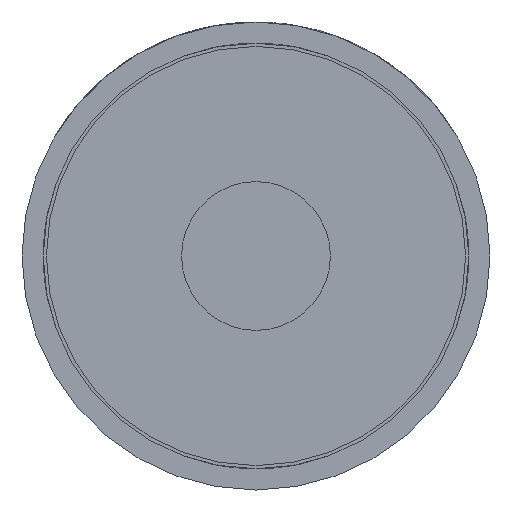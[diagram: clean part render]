
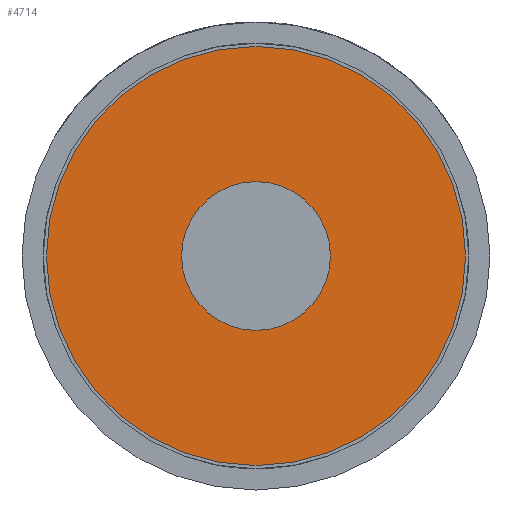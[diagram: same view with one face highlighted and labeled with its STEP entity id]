
A CAD part, front view. The second image highlights one B-rep face of the part: STEP entity #4714.
In plain terms, the highlighted planar face has unit normal (0, -1, 0).
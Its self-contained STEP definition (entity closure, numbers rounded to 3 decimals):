
#199 = EDGE_LOOP ( 'NONE', ( #2334, #4591 ) ) ;
#251 = CARTESIAN_POINT ( 'NONE',  ( 0.985, -31.5, 0. ) ) ;
#283 = CARTESIAN_POINT ( 'NONE',  ( 0.985, -31.5, 0. ) ) ;
#696 = CARTESIAN_POINT ( 'NONE',  ( 0., -31.5, 0. ) ) ;
#767 = DIRECTION ( 'NONE',  ( -1., 0., 0. ) ) ;
#938 = EDGE_CURVE ( 'Defeature ausgef�hrt1_16+Defeature ausgef�hrt1_17+Defeature ausgef�hrt1_17+Defeature ausgef�hrt1_17', #1671, #1797, #1259, .T. ) ;
#1172 = DIRECTION ( 'NONE',  ( -1., 0., 0. ) ) ;
#1259 = CIRCLE ( 'NONE', #5625, 0.985 ) ;
#1279 = EDGE_CURVE ( 'Defeature ausgef�hrt1_17+Defeature ausgef�hrt1_18+Defeature ausgef�hrt1_18+Defeature ausgef�hrt1_18', #3653, #4522, #5209, .T. ) ;
#1454 = DIRECTION ( 'NONE',  ( -1., 0., 0. ) ) ;
#1550 = EDGE_CURVE ( 'Defeature ausgef�hrt1_16+Defeature ausgef�hrt1_17+Defeature ausgef�hrt1_17+Defeature ausgef�hrt1_17', #1797, #1671, #2463, .T. ) ;
#1671 = VERTEX_POINT ( 'NONE', #251 ) ;
#1707 = AXIS2_PLACEMENT_3D ( 'NONE', #283, #3477, #4348 ) ;
#1792 = EDGE_LOOP ( 'NONE', ( #2457, #2639 ) ) ;
#1797 = VERTEX_POINT ( 'NONE', #2276 ) ;
#1891 = AXIS2_PLACEMENT_3D ( 'NONE', #2554, #5233, #2574 ) ;
#2038 = CARTESIAN_POINT ( 'NONE',  ( 0., -31.5, 0. ) ) ;
#2276 = CARTESIAN_POINT ( 'NONE',  ( -0.985, -31.5, 0. ) ) ;
#2334 = ORIENTED_EDGE ( 'NONE', *, *, #1550, .F. ) ;
#2457 = ORIENTED_EDGE ( 'NONE', *, *, #3436, .T. ) ;
#2463 = CIRCLE ( 'NONE', #5526, 0.985 ) ;
#2554 = CARTESIAN_POINT ( 'NONE',  ( 0., -31.5, 0. ) ) ;
#2574 = DIRECTION ( 'NONE',  ( -1., 0., 0. ) ) ;
#2639 = ORIENTED_EDGE ( 'NONE', *, *, #1279, .T. ) ;
#2926 = DIRECTION ( 'NONE',  ( 0., 1., 0. ) ) ;
#3025 = PLANE ( 'NONE',  #1707 ) ;
#3407 = DIRECTION ( 'NONE',  ( 0., 1., 0. ) ) ;
#3436 = EDGE_CURVE ( 'Defeature ausgef�hrt1_17+Defeature ausgef�hrt1_18+Defeature ausgef�hrt1_18+Defeature ausgef�hrt1_18', #4522, #3653, #5161, .T. ) ;
#3477 = DIRECTION ( 'NONE',  ( 0., 1., 0. ) ) ;
#3653 = VERTEX_POINT ( 'NONE', #4785 ) ;
#4178 = FACE_OUTER_BOUND ( 'NONE', #199, .T. ) ;
#4348 = DIRECTION ( 'NONE',  ( -1., 0., 0. ) ) ;
#4522 = VERTEX_POINT ( 'NONE', #5190 ) ;
#4591 = ORIENTED_EDGE ( 'NONE', *, *, #938, .F. ) ;
#4714 = ADVANCED_FACE ( 'Defeature ausgef�hrt1_17', ( #5430, #4178 ), #3025, .F. ) ;
#4785 = CARTESIAN_POINT ( 'NONE',  ( 0., -31.5, -0.35 ) ) ;
#4914 = AXIS2_PLACEMENT_3D ( 'NONE', #2038, #2926, #1172 ) ;
#5006 = CARTESIAN_POINT ( 'NONE',  ( 0., -31.5, 0. ) ) ;
#5161 = CIRCLE ( 'NONE', #1891, 0.35 ) ;
#5190 = CARTESIAN_POINT ( 'NONE',  ( 0., -31.5, 0.35 ) ) ;
#5209 = CIRCLE ( 'NONE', #4914, 0.35 ) ;
#5233 = DIRECTION ( 'NONE',  ( 0., 1., 0. ) ) ;
#5430 = FACE_BOUND ( 'NONE', #1792, .T. ) ;
#5470 = DIRECTION ( 'NONE',  ( 0., 1., 0. ) ) ;
#5526 = AXIS2_PLACEMENT_3D ( 'NONE', #5006, #5470, #1454 ) ;
#5625 = AXIS2_PLACEMENT_3D ( 'NONE', #696, #3407, #767 ) ;
